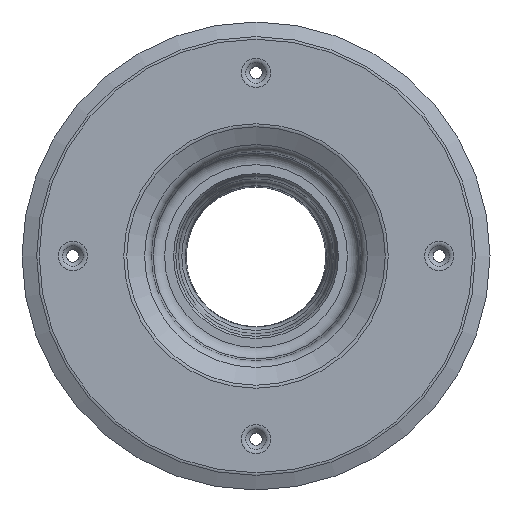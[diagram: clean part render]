
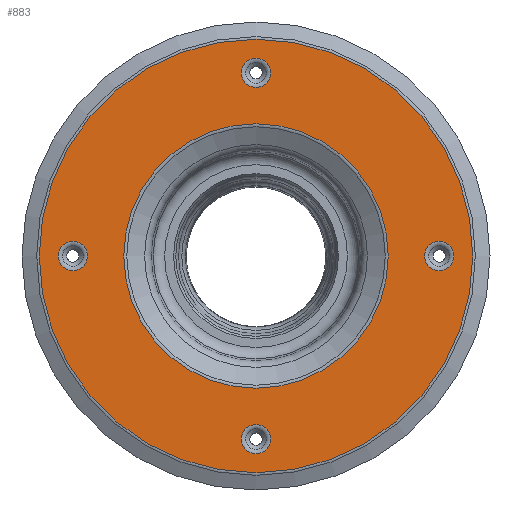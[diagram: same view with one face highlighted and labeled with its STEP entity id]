
A CAD part, top view. The second image highlights one B-rep face of the part: STEP entity #883.
In plain terms, the highlighted planar face has unit normal (0, 0, 1).
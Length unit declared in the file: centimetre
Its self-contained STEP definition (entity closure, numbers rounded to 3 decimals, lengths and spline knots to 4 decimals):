
#82=FACE_BOUND('',#191,.T.);
#83=FACE_BOUND('',#192,.T.);
#84=FACE_BOUND('',#193,.T.);
#85=FACE_BOUND('',#194,.T.);
#86=FACE_BOUND('',#195,.T.);
#127=FACE_OUTER_BOUND('',#190,.T.);
#190=EDGE_LOOP('',(#713));
#191=EDGE_LOOP('',(#714));
#192=EDGE_LOOP('',(#715));
#193=EDGE_LOOP('',(#716));
#194=EDGE_LOOP('',(#717));
#195=EDGE_LOOP('',(#718));
#241=CIRCLE('',#1006,7.182);
#251=CIRCLE('',#1021,7.182);
#261=CIRCLE('',#1036,7.182);
#271=CIRCLE('',#1051,7.182);
#286=CIRCLE('',#1074,65.);
#288=CIRCLE('',#1077,106.5278);
#350=VERTEX_POINT('',#1580);
#358=VERTEX_POINT('',#1606);
#366=VERTEX_POINT('',#1632);
#374=VERTEX_POINT('',#1658);
#385=VERTEX_POINT('',#1694);
#386=VERTEX_POINT('',#1698);
#445=EDGE_CURVE('',#350,#350,#241,.T.);
#458=EDGE_CURVE('',#358,#358,#251,.T.);
#471=EDGE_CURVE('',#366,#366,#261,.T.);
#484=EDGE_CURVE('',#374,#374,#271,.T.);
#501=EDGE_CURVE('',#385,#385,#286,.T.);
#503=EDGE_CURVE('',#386,#386,#288,.T.);
#713=ORIENTED_EDGE('',*,*,#503,.F.);
#714=ORIENTED_EDGE('',*,*,#445,.T.);
#715=ORIENTED_EDGE('',*,*,#458,.T.);
#716=ORIENTED_EDGE('',*,*,#471,.T.);
#717=ORIENTED_EDGE('',*,*,#484,.T.);
#718=ORIENTED_EDGE('',*,*,#501,.T.);
#846=PLANE('',#1076);
#883=ADVANCED_FACE('',(#127,#82,#83,#84,#85,#86),#846,.T.);
#1006=AXIS2_PLACEMENT_3D('',#1581,#1215,#1216);
#1021=AXIS2_PLACEMENT_3D('',#1607,#1248,#1249);
#1036=AXIS2_PLACEMENT_3D('',#1633,#1281,#1282);
#1051=AXIS2_PLACEMENT_3D('',#1659,#1314,#1315);
#1074=AXIS2_PLACEMENT_3D('',#1695,#1362,#1363);
#1076=AXIS2_PLACEMENT_3D('',#1697,#1366,#1367);
#1077=AXIS2_PLACEMENT_3D('',#1699,#1368,#1369);
#1215=DIRECTION('center_axis',(0.,0.,-1.));
#1216=DIRECTION('ref_axis',(0.,-1.,0.));
#1248=DIRECTION('center_axis',(0.,0.,-1.));
#1249=DIRECTION('ref_axis',(-1.,0.,0.));
#1281=DIRECTION('center_axis',(0.,0.,-1.));
#1282=DIRECTION('ref_axis',(0.,1.,0.));
#1314=DIRECTION('center_axis',(0.,0.,-1.));
#1315=DIRECTION('ref_axis',(1.,0.,0.));
#1362=DIRECTION('center_axis',(0.,0.,-1.));
#1363=DIRECTION('ref_axis',(1.,0.,0.));
#1366=DIRECTION('center_axis',(0.,0.,1.));
#1367=DIRECTION('ref_axis',(0.,-1.,0.));
#1368=DIRECTION('center_axis',(0.,0.,-1.));
#1369=DIRECTION('ref_axis',(1.,0.,0.));
#1580=CARTESIAN_POINT('',(-7.182,-90.,250.));
#1581=CARTESIAN_POINT('Origin',(0.,-90.,250.));
#1606=CARTESIAN_POINT('',(-90.,7.182,250.));
#1607=CARTESIAN_POINT('Origin',(-90.,0.,250.));
#1632=CARTESIAN_POINT('',(7.182,90.,250.));
#1633=CARTESIAN_POINT('Origin',(0.,90.,250.));
#1658=CARTESIAN_POINT('',(90.,-7.182,250.));
#1659=CARTESIAN_POINT('Origin',(90.,0.,250.));
#1694=CARTESIAN_POINT('',(0.,-65.,250.));
#1695=CARTESIAN_POINT('Origin',(0.,0.,250.));
#1697=CARTESIAN_POINT('Origin',(106.5278,0.,250.));
#1698=CARTESIAN_POINT('',(0.,-106.5278,250.));
#1699=CARTESIAN_POINT('Origin',(0.,0.,250.));
